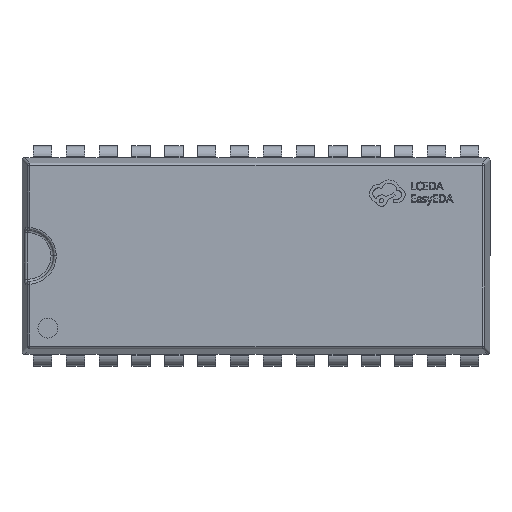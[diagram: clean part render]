
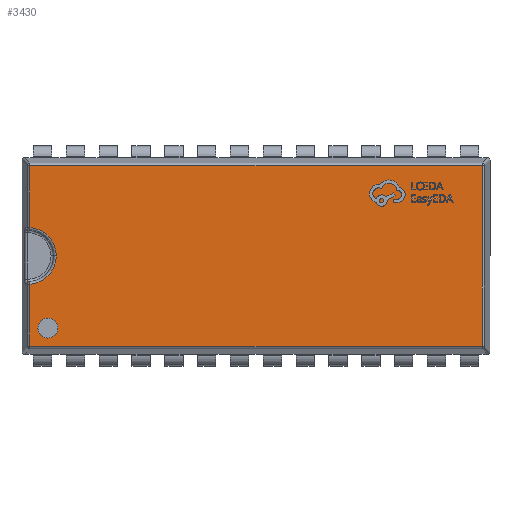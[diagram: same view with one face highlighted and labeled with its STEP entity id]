
A CAD part, top view. The second image highlights one B-rep face of the part: STEP entity #3430.
In plain terms, the highlighted planar face has unit normal (0, 0, 1).
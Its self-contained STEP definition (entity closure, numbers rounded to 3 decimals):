
#565 = FACE_BOUND ( 'NONE', #8956, .T. ) ;
#1300 = ORIENTED_EDGE ( 'NONE', *, *, #43347, .F. ) ;
#1636 = ORIENTED_EDGE ( 'NONE', *, *, #40426, .T. ) ;
#2600 = EDGE_CURVE ( 'NONE', #26039, #16865, #17886, .T. ) ;
#2810 = VERTEX_POINT ( 'NONE', #20300 ) ;
#2885 = CARTESIAN_POINT ( 'NONE',  ( -8.048, -2.79, 1.27 ) ) ;
#3430 = ADVANCED_FACE ( 'NONE', ( #15351, #565 ), #14421, .T. ) ;
#3748 = CIRCLE ( 'NONE', #29108, 0.385 ) ;
#4267 = CARTESIAN_POINT ( 'NONE',  ( -8.742, -3.492, 1.27 ) ) ;
#6499 = VERTEX_POINT ( 'NONE', #20858 ) ;
#6721 = DIRECTION ( 'NONE',  ( 0., 0., 1. ) ) ;
#6944 = CARTESIAN_POINT ( 'NONE',  ( -8.742, 1.097, 1.27 ) ) ;
#8619 = ORIENTED_EDGE ( 'NONE', *, *, #26611, .T. ) ;
#8956 = EDGE_LOOP ( 'NONE', ( #1300, #41616 ) ) ;
#9072 = ORIENTED_EDGE ( 'NONE', *, *, #2600, .T. ) ;
#9487 = CARTESIAN_POINT ( 'NONE',  ( -8.826, 0., 1.27 ) ) ;
#10697 = DIRECTION ( 'NONE',  ( 0., -1., 0. ) ) ;
#10981 = CARTESIAN_POINT ( 'NONE',  ( -8.826, 0., 1.27 ) ) ;
#11346 = DIRECTION ( 'NONE',  ( 1., 0., 0. ) ) ;
#13555 = DIRECTION ( 'NONE',  ( 1., 0., 0. ) ) ;
#13622 = CARTESIAN_POINT ( 'NONE',  ( -8.742, -1.097, 1.27 ) ) ;
#13883 = CARTESIAN_POINT ( 'NONE',  ( -8.742, -3.576, 1.27 ) ) ;
#13897 = ORIENTED_EDGE ( 'NONE', *, *, #34886, .T. ) ;
#14098 = EDGE_CURVE ( 'NONE', #2810, #43891, #27553, .T. ) ;
#14421 = PLANE ( 'NONE',  #18252 ) ;
#15059 = VECTOR ( 'NONE', #41454, 1000. ) ;
#15351 = FACE_OUTER_BOUND ( 'NONE', #35351, .T. ) ;
#15851 = VECTOR ( 'NONE', #32185, 1000. ) ;
#16204 = DIRECTION ( 'NONE',  ( 0., 0., 1. ) ) ;
#16797 = DIRECTION ( 'NONE',  ( 0., 0., -1. ) ) ;
#16865 = VERTEX_POINT ( 'NONE', #30110 ) ;
#17886 = CIRCLE ( 'NONE', #43236, 1.1 ) ;
#18095 = CARTESIAN_POINT ( 'NONE',  ( -8.742, 3.492, 1.27 ) ) ;
#18252 = AXIS2_PLACEMENT_3D ( 'NONE', #40264, #16204, #29338 ) ;
#18571 = CIRCLE ( 'NONE', #26451, 0.385 ) ;
#19843 = VERTEX_POINT ( 'NONE', #41956 ) ;
#20300 = CARTESIAN_POINT ( 'NONE',  ( 8.742, 3.492, 1.27 ) ) ;
#20608 = CARTESIAN_POINT ( 'NONE',  ( -8.826, 3.492, 1.27 ) ) ;
#20858 = CARTESIAN_POINT ( 'NONE',  ( -8.433, -2.79, 1.27 ) ) ;
#20921 = AXIS2_PLACEMENT_3D ( 'NONE', #9487, #16797, #30591 ) ;
#25224 = LINE ( 'NONE', #35676, #40000 ) ;
#25369 = CARTESIAN_POINT ( 'NONE',  ( 8.826, -3.492, 1.27 ) ) ;
#25601 = LINE ( 'NONE', #25369, #25723 ) ;
#25723 = VECTOR ( 'NONE', #39268, 1000. ) ;
#25886 = EDGE_CURVE ( 'NONE', #6499, #19843, #3748, .T. ) ;
#25963 = CIRCLE ( 'NONE', #20921, 1.1 ) ;
#26039 = VERTEX_POINT ( 'NONE', #6944 ) ;
#26451 = AXIS2_PLACEMENT_3D ( 'NONE', #37554, #30715, #11346 ) ;
#26611 = EDGE_CURVE ( 'NONE', #43891, #26039, #25224, .T. ) ;
#27553 = LINE ( 'NONE', #20608, #15059 ) ;
#28508 = LINE ( 'NONE', #31255, #15851 ) ;
#29108 = AXIS2_PLACEMENT_3D ( 'NONE', #2885, #6721, #13555 ) ;
#29338 = DIRECTION ( 'NONE',  ( 1., 0., 0. ) ) ;
#30110 = CARTESIAN_POINT ( 'NONE',  ( -7.726, 0., 1.27 ) ) ;
#30591 = DIRECTION ( 'NONE',  ( 1., 0., 0. ) ) ;
#30623 = ORIENTED_EDGE ( 'NONE', *, *, #38840, .T. ) ;
#30715 = DIRECTION ( 'NONE',  ( 0., 0., 1. ) ) ;
#31255 = CARTESIAN_POINT ( 'NONE',  ( 8.742, 3.576, 1.27 ) ) ;
#31630 = DIRECTION ( 'NONE',  ( 0., 0., -1. ) ) ;
#32185 = DIRECTION ( 'NONE',  ( 0., 1., 0. ) ) ;
#32327 = DIRECTION ( 'NONE',  ( 1., 0., 0. ) ) ;
#34886 = EDGE_CURVE ( 'NONE', #40803, #40806, #25601, .T. ) ;
#35351 = EDGE_LOOP ( 'NONE', ( #13897, #30623, #37813, #8619, #9072, #38766, #1636 ) ) ;
#35676 = CARTESIAN_POINT ( 'NONE',  ( -8.742, 1., 1.27 ) ) ;
#37554 = CARTESIAN_POINT ( 'NONE',  ( -8.048, -2.79, 1.27 ) ) ;
#37737 = VERTEX_POINT ( 'NONE', #13622 ) ;
#37813 = ORIENTED_EDGE ( 'NONE', *, *, #14098, .T. ) ;
#38766 = ORIENTED_EDGE ( 'NONE', *, *, #38818, .T. ) ;
#38818 = EDGE_CURVE ( 'NONE', #16865, #37737, #25963, .T. ) ;
#38840 = EDGE_CURVE ( 'NONE', #40806, #2810, #28508, .T. ) ;
#39268 = DIRECTION ( 'NONE',  ( 1., 0., 0. ) ) ;
#39497 = CARTESIAN_POINT ( 'NONE',  ( 8.742, -3.492, 1.27 ) ) ;
#39788 = DIRECTION ( 'NONE',  ( 0., -1., 0. ) ) ;
#39989 = VECTOR ( 'NONE', #10697, 1000. ) ;
#40000 = VECTOR ( 'NONE', #39788, 1000. ) ;
#40264 = CARTESIAN_POINT ( 'NONE',  ( 0., 0., 1.27 ) ) ;
#40426 = EDGE_CURVE ( 'NONE', #37737, #40803, #44768, .T. ) ;
#40803 = VERTEX_POINT ( 'NONE', #4267 ) ;
#40806 = VERTEX_POINT ( 'NONE', #39497 ) ;
#41454 = DIRECTION ( 'NONE',  ( -1., 0., 0. ) ) ;
#41616 = ORIENTED_EDGE ( 'NONE', *, *, #25886, .F. ) ;
#41956 = CARTESIAN_POINT ( 'NONE',  ( -7.662, -2.79, 1.27 ) ) ;
#43236 = AXIS2_PLACEMENT_3D ( 'NONE', #10981, #31630, #32327 ) ;
#43347 = EDGE_CURVE ( 'NONE', #19843, #6499, #18571, .T. ) ;
#43891 = VERTEX_POINT ( 'NONE', #18095 ) ;
#44768 = LINE ( 'NONE', #13883, #39989 ) ;
